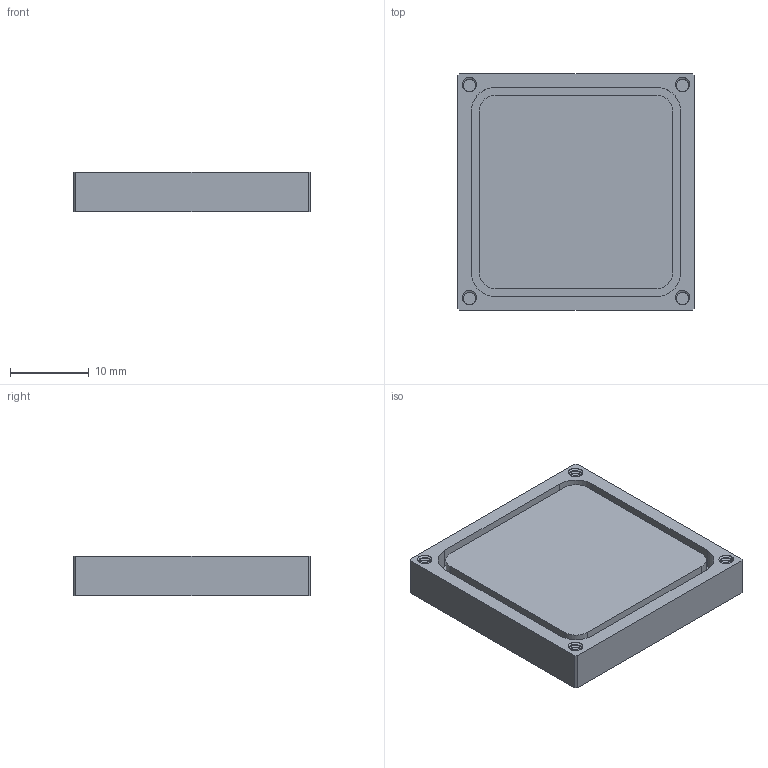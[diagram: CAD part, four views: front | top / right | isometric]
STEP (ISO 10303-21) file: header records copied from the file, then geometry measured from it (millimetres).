
FILE_DESCRIPTION(/* description */ (''),/* implementation_level */ '2;1');
FILE_NAME(/* name */ 'MNT_STM_bot v3.step',/* time_stamp */ '2021-08-27T13:40:29+02:00',/* author */ (''),/* organization */ (''),/* preprocessor_version */ 'ST-DEVELOPER v18.1',/* originating_system */ 'Autodesk Translation Framework v10.9.0.1377',/* authorisation */ '');
FILE_SCHEMA (('AUTOMOTIVE_DESIGN { 1 0 10303 214 3 1 1 }'));
Length unit declared in the file: millimetre
Products named in the file (1): MNT_STM
Bounding box: 30 x 30 x 5 mm (x, y, z)
Volume: 4152.9 mm3; surface area: 3097.7 mm2
Topology: 1 solids, 1 shells, 129 faces, 360 edges, 240 vertices
Faces by surface type: cylinder 94, plane 25, bspline 10
Full cylindrical faces by diameter (mm): 1.623 x16, 2.074 x8, 4.529 x4, 5.086 x2
Entity records: 9847 total; most frequent: CARTESIAN_POINT 6868, ORIENTED_EDGE 720, DIRECTION 444, EDGE_CURVE 360, VERTEX_POINT 240, B_SPLINE_CURVE_WITH_KNOTS 192, AXIS2_PLACEMENT_3D 156, EDGE_LOOP 136
